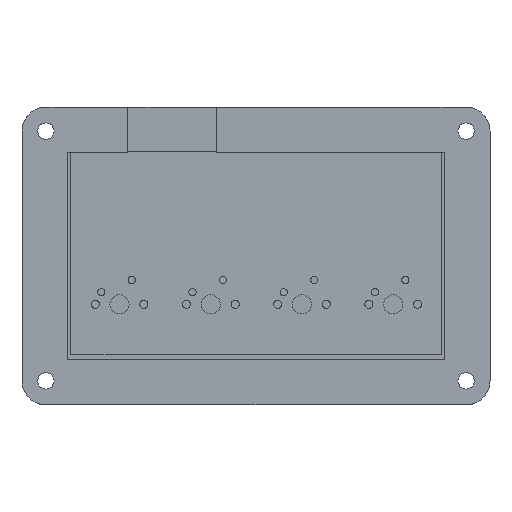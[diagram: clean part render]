
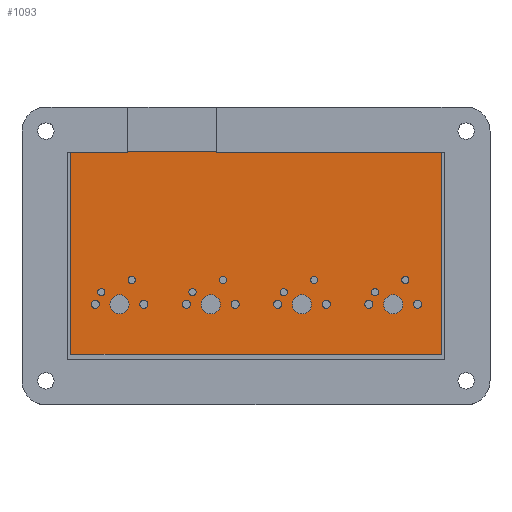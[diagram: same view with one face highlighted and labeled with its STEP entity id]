
A CAD part, top view. The second image highlights one B-rep face of the part: STEP entity #1093.
In plain terms, the highlighted planar face has unit normal (0, 0, 1).
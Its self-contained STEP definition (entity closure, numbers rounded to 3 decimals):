
#67=FACE_BOUND('',#234,.T.);
#68=FACE_BOUND('',#235,.T.);
#69=FACE_BOUND('',#236,.T.);
#70=FACE_BOUND('',#237,.T.);
#71=FACE_BOUND('',#238,.T.);
#72=FACE_BOUND('',#239,.T.);
#73=FACE_BOUND('',#240,.T.);
#74=FACE_BOUND('',#241,.T.);
#75=FACE_BOUND('',#242,.T.);
#76=FACE_BOUND('',#243,.T.);
#77=FACE_BOUND('',#244,.T.);
#78=FACE_BOUND('',#245,.T.);
#79=FACE_BOUND('',#246,.T.);
#80=FACE_BOUND('',#247,.T.);
#81=FACE_BOUND('',#248,.T.);
#82=FACE_BOUND('',#249,.T.);
#83=FACE_BOUND('',#250,.T.);
#84=FACE_BOUND('',#251,.T.);
#85=FACE_BOUND('',#252,.T.);
#86=FACE_BOUND('',#253,.T.);
#109=PLANE('',#1223);
#145=FACE_OUTER_BOUND('',#233,.T.);
#233=EDGE_LOOP('',(#919,#920,#921,#922));
#234=EDGE_LOOP('',(#923));
#235=EDGE_LOOP('',(#924));
#236=EDGE_LOOP('',(#925));
#237=EDGE_LOOP('',(#926));
#238=EDGE_LOOP('',(#927));
#239=EDGE_LOOP('',(#928));
#240=EDGE_LOOP('',(#929));
#241=EDGE_LOOP('',(#930));
#242=EDGE_LOOP('',(#931));
#243=EDGE_LOOP('',(#932));
#244=EDGE_LOOP('',(#933));
#245=EDGE_LOOP('',(#934));
#246=EDGE_LOOP('',(#935));
#247=EDGE_LOOP('',(#936));
#248=EDGE_LOOP('',(#937));
#249=EDGE_LOOP('',(#938));
#250=EDGE_LOOP('',(#939));
#251=EDGE_LOOP('',(#940));
#252=EDGE_LOOP('',(#941));
#253=EDGE_LOOP('',(#942));
#324=LINE('',#1767,#404);
#328=LINE('',#1775,#408);
#330=LINE('',#1779,#410);
#334=LINE('',#1826,#414);
#404=VECTOR('',#1438,1.);
#408=VECTOR('',#1444,1.);
#410=VECTOR('',#1448,1.);
#414=VECTOR('',#1496,1.);
#479=CIRCLE('',#1224,0.85);
#480=CIRCLE('',#1225,2.);
#481=CIRCLE('',#1226,0.85);
#482=CIRCLE('',#1227,0.85);
#483=CIRCLE('',#1228,2.);
#484=CIRCLE('',#1229,0.85);
#485=CIRCLE('',#1230,0.85);
#486=CIRCLE('',#1231,2.);
#487=CIRCLE('',#1232,0.85);
#488=CIRCLE('',#1233,0.85);
#489=CIRCLE('',#1234,2.);
#490=CIRCLE('',#1235,0.85);
#491=CIRCLE('',#1236,0.75);
#492=CIRCLE('',#1237,0.75);
#493=CIRCLE('',#1238,0.75);
#494=CIRCLE('',#1239,0.75);
#495=CIRCLE('',#1240,0.75);
#496=CIRCLE('',#1241,0.75);
#497=CIRCLE('',#1242,0.75);
#498=CIRCLE('',#1243,0.75);
#548=VERTEX_POINT('',#1764);
#549=VERTEX_POINT('',#1766);
#552=VERTEX_POINT('',#1773);
#553=VERTEX_POINT('',#1778);
#575=VERTEX_POINT('',#1827);
#576=VERTEX_POINT('',#1829);
#577=VERTEX_POINT('',#1831);
#578=VERTEX_POINT('',#1833);
#579=VERTEX_POINT('',#1835);
#580=VERTEX_POINT('',#1837);
#581=VERTEX_POINT('',#1839);
#582=VERTEX_POINT('',#1841);
#583=VERTEX_POINT('',#1843);
#584=VERTEX_POINT('',#1845);
#585=VERTEX_POINT('',#1847);
#586=VERTEX_POINT('',#1849);
#587=VERTEX_POINT('',#1851);
#588=VERTEX_POINT('',#1853);
#589=VERTEX_POINT('',#1855);
#590=VERTEX_POINT('',#1857);
#591=VERTEX_POINT('',#1859);
#592=VERTEX_POINT('',#1861);
#593=VERTEX_POINT('',#1863);
#594=VERTEX_POINT('',#1865);
#668=EDGE_CURVE('',#548,#549,#324,.T.);
#672=EDGE_CURVE('',#552,#548,#328,.T.);
#674=EDGE_CURVE('',#549,#553,#330,.T.);
#698=EDGE_CURVE('',#553,#552,#334,.T.);
#699=EDGE_CURVE('',#575,#575,#479,.T.);
#700=EDGE_CURVE('',#576,#576,#480,.T.);
#701=EDGE_CURVE('',#577,#577,#481,.T.);
#702=EDGE_CURVE('',#578,#578,#482,.T.);
#703=EDGE_CURVE('',#579,#579,#483,.T.);
#704=EDGE_CURVE('',#580,#580,#484,.T.);
#705=EDGE_CURVE('',#581,#581,#485,.T.);
#706=EDGE_CURVE('',#582,#582,#486,.T.);
#707=EDGE_CURVE('',#583,#583,#487,.T.);
#708=EDGE_CURVE('',#584,#584,#488,.T.);
#709=EDGE_CURVE('',#585,#585,#489,.T.);
#710=EDGE_CURVE('',#586,#586,#490,.T.);
#711=EDGE_CURVE('',#587,#587,#491,.T.);
#712=EDGE_CURVE('',#588,#588,#492,.T.);
#713=EDGE_CURVE('',#589,#589,#493,.T.);
#714=EDGE_CURVE('',#590,#590,#494,.T.);
#715=EDGE_CURVE('',#591,#591,#495,.T.);
#716=EDGE_CURVE('',#592,#592,#496,.T.);
#717=EDGE_CURVE('',#593,#593,#497,.T.);
#718=EDGE_CURVE('',#594,#594,#498,.T.);
#919=ORIENTED_EDGE('',*,*,#668,.F.);
#920=ORIENTED_EDGE('',*,*,#672,.F.);
#921=ORIENTED_EDGE('',*,*,#698,.F.);
#922=ORIENTED_EDGE('',*,*,#674,.F.);
#923=ORIENTED_EDGE('',*,*,#699,.T.);
#924=ORIENTED_EDGE('',*,*,#700,.T.);
#925=ORIENTED_EDGE('',*,*,#701,.T.);
#926=ORIENTED_EDGE('',*,*,#702,.T.);
#927=ORIENTED_EDGE('',*,*,#703,.T.);
#928=ORIENTED_EDGE('',*,*,#704,.T.);
#929=ORIENTED_EDGE('',*,*,#705,.T.);
#930=ORIENTED_EDGE('',*,*,#706,.T.);
#931=ORIENTED_EDGE('',*,*,#707,.T.);
#932=ORIENTED_EDGE('',*,*,#708,.T.);
#933=ORIENTED_EDGE('',*,*,#709,.T.);
#934=ORIENTED_EDGE('',*,*,#710,.T.);
#935=ORIENTED_EDGE('',*,*,#711,.T.);
#936=ORIENTED_EDGE('',*,*,#712,.T.);
#937=ORIENTED_EDGE('',*,*,#713,.T.);
#938=ORIENTED_EDGE('',*,*,#714,.T.);
#939=ORIENTED_EDGE('',*,*,#715,.T.);
#940=ORIENTED_EDGE('',*,*,#716,.T.);
#941=ORIENTED_EDGE('',*,*,#717,.T.);
#942=ORIENTED_EDGE('',*,*,#718,.T.);
#1093=ADVANCED_FACE('',(#145,#67,#68,#69,#70,#71,#72,#73,#74,#75,#76,#77,
#78,#79,#80,#81,#82,#83,#84,#85,#86),#109,.T.);
#1223=AXIS2_PLACEMENT_3D('',#1825,#1494,#1495);
#1224=AXIS2_PLACEMENT_3D('',#1828,#1497,#1498);
#1225=AXIS2_PLACEMENT_3D('',#1830,#1499,#1500);
#1226=AXIS2_PLACEMENT_3D('',#1832,#1501,#1502);
#1227=AXIS2_PLACEMENT_3D('',#1834,#1503,#1504);
#1228=AXIS2_PLACEMENT_3D('',#1836,#1505,#1506);
#1229=AXIS2_PLACEMENT_3D('',#1838,#1507,#1508);
#1230=AXIS2_PLACEMENT_3D('',#1840,#1509,#1510);
#1231=AXIS2_PLACEMENT_3D('',#1842,#1511,#1512);
#1232=AXIS2_PLACEMENT_3D('',#1844,#1513,#1514);
#1233=AXIS2_PLACEMENT_3D('',#1846,#1515,#1516);
#1234=AXIS2_PLACEMENT_3D('',#1848,#1517,#1518);
#1235=AXIS2_PLACEMENT_3D('',#1850,#1519,#1520);
#1236=AXIS2_PLACEMENT_3D('',#1852,#1521,#1522);
#1237=AXIS2_PLACEMENT_3D('',#1854,#1523,#1524);
#1238=AXIS2_PLACEMENT_3D('',#1856,#1525,#1526);
#1239=AXIS2_PLACEMENT_3D('',#1858,#1527,#1528);
#1240=AXIS2_PLACEMENT_3D('',#1860,#1529,#1530);
#1241=AXIS2_PLACEMENT_3D('',#1862,#1531,#1532);
#1242=AXIS2_PLACEMENT_3D('',#1864,#1533,#1534);
#1243=AXIS2_PLACEMENT_3D('',#1866,#1535,#1536);
#1438=DIRECTION('',(-1.,0.,0.));
#1444=DIRECTION('',(0.,-1.,0.));
#1448=DIRECTION('',(0.,1.,0.));
#1494=DIRECTION('center_axis',(0.,0.,1.));
#1495=DIRECTION('ref_axis',(1.,0.,0.));
#1496=DIRECTION('',(1.,0.,0.));
#1497=DIRECTION('center_axis',(0.,0.,-1.));
#1498=DIRECTION('ref_axis',(0.,-1.,0.));
#1499=DIRECTION('center_axis',(0.,0.,-1.));
#1500=DIRECTION('ref_axis',(0.,-1.,0.));
#1501=DIRECTION('center_axis',(0.,0.,-1.));
#1502=DIRECTION('ref_axis',(0.,-1.,0.));
#1503=DIRECTION('center_axis',(0.,0.,-1.));
#1504=DIRECTION('ref_axis',(0.,-1.,0.));
#1505=DIRECTION('center_axis',(0.,0.,-1.));
#1506=DIRECTION('ref_axis',(0.,-1.,0.));
#1507=DIRECTION('center_axis',(0.,0.,-1.));
#1508=DIRECTION('ref_axis',(0.,-1.,0.));
#1509=DIRECTION('center_axis',(0.,0.,-1.));
#1510=DIRECTION('ref_axis',(0.,-1.,0.));
#1511=DIRECTION('center_axis',(0.,0.,-1.));
#1512=DIRECTION('ref_axis',(0.,-1.,0.));
#1513=DIRECTION('center_axis',(0.,0.,-1.));
#1514=DIRECTION('ref_axis',(0.,-1.,0.));
#1515=DIRECTION('center_axis',(0.,0.,-1.));
#1516=DIRECTION('ref_axis',(0.,-1.,0.));
#1517=DIRECTION('center_axis',(0.,0.,-1.));
#1518=DIRECTION('ref_axis',(0.,-1.,0.));
#1519=DIRECTION('center_axis',(0.,0.,-1.));
#1520=DIRECTION('ref_axis',(0.,-1.,0.));
#1521=DIRECTION('center_axis',(0.,0.,-1.));
#1522=DIRECTION('ref_axis',(0.,-1.,0.));
#1523=DIRECTION('center_axis',(0.,0.,-1.));
#1524=DIRECTION('ref_axis',(0.,-1.,0.));
#1525=DIRECTION('center_axis',(0.,0.,-1.));
#1526=DIRECTION('ref_axis',(0.,-1.,0.));
#1527=DIRECTION('center_axis',(0.,0.,-1.));
#1528=DIRECTION('ref_axis',(0.,-1.,0.));
#1529=DIRECTION('center_axis',(0.,0.,-1.));
#1530=DIRECTION('ref_axis',(0.,-1.,0.));
#1531=DIRECTION('center_axis',(0.,0.,-1.));
#1532=DIRECTION('ref_axis',(0.,-1.,0.));
#1533=DIRECTION('center_axis',(0.,0.,-1.));
#1534=DIRECTION('ref_axis',(0.,-1.,0.));
#1535=DIRECTION('center_axis',(0.,0.,-1.));
#1536=DIRECTION('ref_axis',(0.,-1.,0.));
#1764=CARTESIAN_POINT('',(161.29,-145.05,1.51));
#1766=CARTESIAN_POINT('',(83.82,-145.05,1.51));
#1767=CARTESIAN_POINT('',(161.29,-145.05,1.51));
#1773=CARTESIAN_POINT('',(161.29,-102.6,1.51));
#1775=CARTESIAN_POINT('',(161.29,-102.6,1.51));
#1778=CARTESIAN_POINT('',(83.82,-102.6,1.51));
#1779=CARTESIAN_POINT('',(83.82,-145.05,1.51));
#1825=CARTESIAN_POINT('Origin',(0.,0.,1.51));
#1826=CARTESIAN_POINT('',(83.82,-102.6,1.51));
#1827=CARTESIAN_POINT('',(88.9,-133.77,1.51));
#1828=CARTESIAN_POINT('Origin',(88.9,-134.62,1.51));
#1829=CARTESIAN_POINT('',(93.98,-132.62,1.51));
#1830=CARTESIAN_POINT('Origin',(93.98,-134.62,1.51));
#1831=CARTESIAN_POINT('',(99.06,-133.77,1.51));
#1832=CARTESIAN_POINT('Origin',(99.06,-134.62,1.51));
#1833=CARTESIAN_POINT('',(107.95,-133.77,1.51));
#1834=CARTESIAN_POINT('Origin',(107.95,-134.62,1.51));
#1835=CARTESIAN_POINT('',(113.03,-132.62,1.51));
#1836=CARTESIAN_POINT('Origin',(113.03,-134.62,1.51));
#1837=CARTESIAN_POINT('',(118.11,-133.77,1.51));
#1838=CARTESIAN_POINT('Origin',(118.11,-134.62,1.51));
#1839=CARTESIAN_POINT('',(127.,-133.77,1.51));
#1840=CARTESIAN_POINT('Origin',(127.,-134.62,1.51));
#1841=CARTESIAN_POINT('',(132.08,-132.62,1.51));
#1842=CARTESIAN_POINT('Origin',(132.08,-134.62,1.51));
#1843=CARTESIAN_POINT('',(137.16,-133.77,1.51));
#1844=CARTESIAN_POINT('Origin',(137.16,-134.62,1.51));
#1845=CARTESIAN_POINT('',(146.05,-133.77,1.51));
#1846=CARTESIAN_POINT('Origin',(146.05,-134.62,1.51));
#1847=CARTESIAN_POINT('',(151.13,-132.62,1.51));
#1848=CARTESIAN_POINT('Origin',(151.13,-134.62,1.51));
#1849=CARTESIAN_POINT('',(156.21,-133.77,1.51));
#1850=CARTESIAN_POINT('Origin',(156.21,-134.62,1.51));
#1851=CARTESIAN_POINT('',(90.17,-131.33,1.51));
#1852=CARTESIAN_POINT('Origin',(90.17,-132.08,1.51));
#1853=CARTESIAN_POINT('',(109.22,-131.33,1.51));
#1854=CARTESIAN_POINT('Origin',(109.22,-132.08,1.51));
#1855=CARTESIAN_POINT('',(96.52,-128.79,1.51));
#1856=CARTESIAN_POINT('Origin',(96.52,-129.54,1.51));
#1857=CARTESIAN_POINT('',(115.57,-128.79,1.51));
#1858=CARTESIAN_POINT('Origin',(115.57,-129.54,1.51));
#1859=CARTESIAN_POINT('',(128.27,-131.33,1.51));
#1860=CARTESIAN_POINT('Origin',(128.27,-132.08,1.51));
#1861=CARTESIAN_POINT('',(147.32,-131.33,1.51));
#1862=CARTESIAN_POINT('Origin',(147.32,-132.08,1.51));
#1863=CARTESIAN_POINT('',(134.62,-128.79,1.51));
#1864=CARTESIAN_POINT('Origin',(134.62,-129.54,1.51));
#1865=CARTESIAN_POINT('',(153.67,-128.79,1.51));
#1866=CARTESIAN_POINT('Origin',(153.67,-129.54,1.51));
